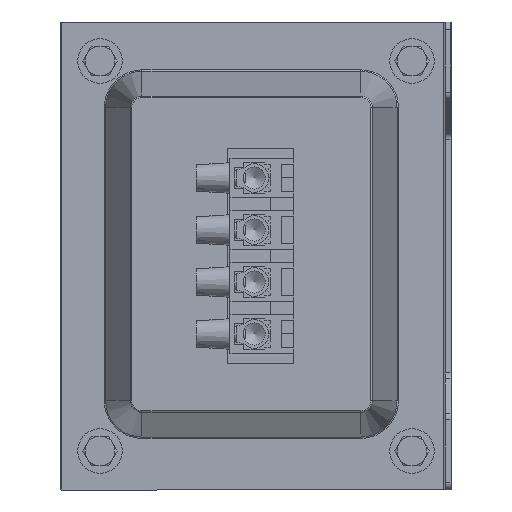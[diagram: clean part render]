
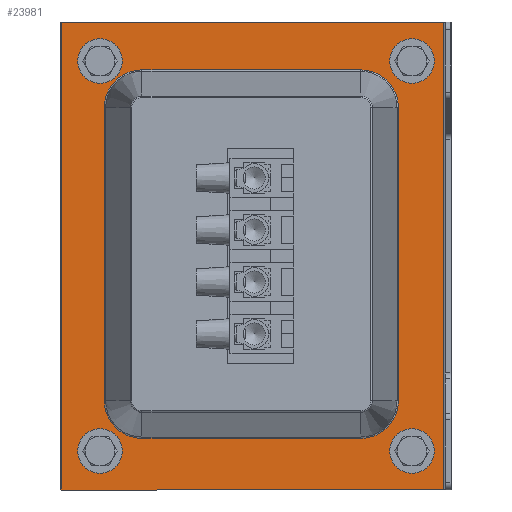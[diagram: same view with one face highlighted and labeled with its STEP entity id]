
A CAD part, front view. The second image highlights one B-rep face of the part: STEP entity #23981.
In plain terms, the highlighted face is planar.
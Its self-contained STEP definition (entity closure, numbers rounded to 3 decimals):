
#906=FACE_BOUND('',#3269,.T.);
#907=FACE_BOUND('',#3270,.T.);
#908=FACE_BOUND('',#3271,.T.);
#909=FACE_BOUND('',#3272,.T.);
#910=FACE_BOUND('',#3273,.T.);
#1181=CIRCLE('',#25951,3.);
#1183=CIRCLE('',#25954,3.);
#1185=CIRCLE('',#25957,3.);
#1187=CIRCLE('',#25960,3.);
#1218=CIRCLE('',#26015,10.156);
#1220=CIRCLE('',#26018,10.156);
#1225=CIRCLE('',#26026,10.156);
#1227=CIRCLE('',#26029,10.156);
#1863=FACE_OUTER_BOUND('',#3268,.T.);
#3268=EDGE_LOOP('',(#16384,#16385,#16386,#16387));
#3269=EDGE_LOOP('',(#16388));
#3270=EDGE_LOOP('',(#16389));
#3271=EDGE_LOOP('',(#16390));
#3272=EDGE_LOOP('',(#16391));
#3273=EDGE_LOOP('',(#16392,#16393,#16394,#16395,#16396,#16397,#16398,#16399));
#4840=LINE('',#34145,#7460);
#4841=LINE('',#34148,#7461);
#4891=LINE('',#34321,#7511);
#4893=LINE('',#34335,#7513);
#4894=LINE('',#34339,#7514);
#4895=LINE('',#34353,#7515);
#4898=LINE('',#34359,#7518);
#4899=LINE('',#34360,#7519);
#7460=VECTOR('',#28062,10.);
#7461=VECTOR('',#28065,10.);
#7511=VECTOR('',#28249,10.);
#7513=VECTOR('',#28267,10.);
#7514=VECTOR('',#28272,10.);
#7515=VECTOR('',#28291,10.);
#7518=VECTOR('',#28298,10.);
#7519=VECTOR('',#28299,10.);
#10079=VERTEX_POINT('',#34136);
#10080=VERTEX_POINT('',#34140);
#10081=VERTEX_POINT('',#34147);
#10091=VERTEX_POINT('',#34177);
#10093=VERTEX_POINT('',#34183);
#10095=VERTEX_POINT('',#34189);
#10097=VERTEX_POINT('',#34195);
#10136=VERTEX_POINT('',#34317);
#10137=VERTEX_POINT('',#34319);
#10138=VERTEX_POINT('',#34323);
#10139=VERTEX_POINT('',#34327);
#10140=VERTEX_POINT('',#34331);
#10142=VERTEX_POINT('',#34337);
#10143=VERTEX_POINT('',#34341);
#10146=VERTEX_POINT('',#34348);
#10147=VERTEX_POINT('',#34358);
#12461=EDGE_CURVE('',#10079,#10080,#4840,.T.);
#12462=EDGE_CURVE('',#10079,#10081,#4841,.T.);
#12477=EDGE_CURVE('',#10091,#10091,#1181,.T.);
#12480=EDGE_CURVE('',#10093,#10093,#1183,.T.);
#12483=EDGE_CURVE('',#10095,#10095,#1185,.T.);
#12486=EDGE_CURVE('',#10097,#10097,#1187,.T.);
#12548=EDGE_CURVE('',#10137,#10136,#4891,.T.);
#12550=EDGE_CURVE('',#10136,#10138,#1218,.T.);
#12552=EDGE_CURVE('',#10139,#10137,#1220,.T.);
#12555=EDGE_CURVE('',#10138,#10140,#4893,.T.);
#12557=EDGE_CURVE('',#10142,#10139,#4894,.T.);
#12560=EDGE_CURVE('',#10140,#10143,#1225,.T.);
#12562=EDGE_CURVE('',#10146,#10142,#1227,.T.);
#12564=EDGE_CURVE('',#10143,#10146,#4895,.T.);
#12567=EDGE_CURVE('',#10147,#10080,#4898,.T.);
#12568=EDGE_CURVE('',#10081,#10147,#4899,.T.);
#16384=ORIENTED_EDGE('',*,*,#12461,.T.);
#16385=ORIENTED_EDGE('',*,*,#12567,.F.);
#16386=ORIENTED_EDGE('',*,*,#12568,.F.);
#16387=ORIENTED_EDGE('',*,*,#12462,.F.);
#16388=ORIENTED_EDGE('',*,*,#12477,.T.);
#16389=ORIENTED_EDGE('',*,*,#12480,.T.);
#16390=ORIENTED_EDGE('',*,*,#12483,.T.);
#16391=ORIENTED_EDGE('',*,*,#12486,.T.);
#16392=ORIENTED_EDGE('',*,*,#12548,.F.);
#16393=ORIENTED_EDGE('',*,*,#12552,.F.);
#16394=ORIENTED_EDGE('',*,*,#12557,.F.);
#16395=ORIENTED_EDGE('',*,*,#12562,.F.);
#16396=ORIENTED_EDGE('',*,*,#12564,.F.);
#16397=ORIENTED_EDGE('',*,*,#12560,.F.);
#16398=ORIENTED_EDGE('',*,*,#12555,.F.);
#16399=ORIENTED_EDGE('',*,*,#12550,.F.);
#22736=PLANE('',#26033);
#23981=ADVANCED_FACE('',(#1863,#906,#907,#908,#909,#910),#22736,.T.);
#25951=AXIS2_PLACEMENT_3D('',#34178,#28090,#28091);
#25954=AXIS2_PLACEMENT_3D('',#34184,#28097,#28098);
#25957=AXIS2_PLACEMENT_3D('',#34190,#28104,#28105);
#25960=AXIS2_PLACEMENT_3D('',#34196,#28111,#28112);
#26015=AXIS2_PLACEMENT_3D('',#34325,#28254,#28255);
#26018=AXIS2_PLACEMENT_3D('',#34329,#28260,#28261);
#26026=AXIS2_PLACEMENT_3D('',#34345,#28279,#28280);
#26029=AXIS2_PLACEMENT_3D('',#34350,#28285,#28286);
#26033=AXIS2_PLACEMENT_3D('',#34357,#28296,#28297);
#28062=DIRECTION('',(0.,0.,-1.));
#28065=DIRECTION('',(-1.,0.,0.));
#28090=DIRECTION('center_axis',(0.,-1.,0.));
#28091=DIRECTION('ref_axis',(-1.,0.,0.));
#28097=DIRECTION('center_axis',(0.,-1.,0.));
#28098=DIRECTION('ref_axis',(-1.,0.,0.));
#28104=DIRECTION('center_axis',(0.,-1.,0.));
#28105=DIRECTION('ref_axis',(-1.,0.,0.));
#28111=DIRECTION('center_axis',(0.,-1.,0.));
#28112=DIRECTION('ref_axis',(-1.,0.,0.));
#28249=DIRECTION('',(0.,0.,1.));
#28254=DIRECTION('center_axis',(0.,1.,0.));
#28255=DIRECTION('ref_axis',(-0.707,0.,0.707));
#28260=DIRECTION('center_axis',(0.,1.,0.));
#28261=DIRECTION('ref_axis',(-0.707,0.,-0.707));
#28267=DIRECTION('',(1.,0.,0.));
#28272=DIRECTION('',(-1.,0.,0.));
#28279=DIRECTION('center_axis',(0.,1.,0.));
#28280=DIRECTION('ref_axis',(0.707,0.,0.707));
#28285=DIRECTION('center_axis',(0.,1.,0.));
#28286=DIRECTION('ref_axis',(0.707,0.,-0.707));
#28291=DIRECTION('',(0.,0.,-1.));
#28296=DIRECTION('center_axis',(0.,1.,0.));
#28297=DIRECTION('ref_axis',(0.,0.,1.));
#28298=DIRECTION('',(1.,0.,0.));
#28299=DIRECTION('',(0.,0.,-1.));
#34136=CARTESIAN_POINT('',(-2.,1.5,126.));
#34140=CARTESIAN_POINT('',(-2.,1.5,0.));
#34145=CARTESIAN_POINT('',(-2.,1.5,31.5));
#34147=CARTESIAN_POINT('',(-105.,1.5,126.));
#34148=CARTESIAN_POINT('',(-105.,1.5,126.));
#34177=CARTESIAN_POINT('',(-91.5,1.5,115.5));
#34178=CARTESIAN_POINT('Origin',(-94.5,1.5,115.5));
#34183=CARTESIAN_POINT('',(-7.5,1.5,10.5));
#34184=CARTESIAN_POINT('Origin',(-10.5,1.5,10.5));
#34189=CARTESIAN_POINT('',(-7.5,1.5,115.5));
#34190=CARTESIAN_POINT('Origin',(-10.5,1.5,115.5));
#34195=CARTESIAN_POINT('',(-91.5,1.5,10.5));
#34196=CARTESIAN_POINT('Origin',(-94.5,1.5,10.5));
#34317=CARTESIAN_POINT('',(-93.358,1.5,101.952));
#34319=CARTESIAN_POINT('',(-93.358,1.5,23.048));
#34321=CARTESIAN_POINT('',(-93.358,1.5,43.024));
#34323=CARTESIAN_POINT('',(-83.202,1.5,112.108));
#34325=CARTESIAN_POINT('Origin',(-83.202,1.5,101.952));
#34327=CARTESIAN_POINT('',(-83.202,1.5,12.892));
#34329=CARTESIAN_POINT('Origin',(-83.202,1.5,23.048));
#34331=CARTESIAN_POINT('',(-24.298,1.5,112.108));
#34335=CARTESIAN_POINT('',(-67.851,1.5,112.108));
#34337=CARTESIAN_POINT('',(-24.298,1.5,12.892));
#34339=CARTESIAN_POINT('',(-38.399,1.5,12.892));
#34341=CARTESIAN_POINT('',(-14.142,1.5,101.952));
#34345=CARTESIAN_POINT('Origin',(-24.298,1.5,101.952));
#34348=CARTESIAN_POINT('',(-14.142,1.5,23.048));
#34350=CARTESIAN_POINT('Origin',(-24.298,1.5,23.048));
#34353=CARTESIAN_POINT('',(-14.142,1.5,82.476));
#34357=CARTESIAN_POINT('Origin',(-52.5,1.5,63.));
#34358=CARTESIAN_POINT('',(-105.,1.5,0.));
#34359=CARTESIAN_POINT('',(0.,1.5,0.));
#34360=CARTESIAN_POINT('',(-105.,1.5,0.));
